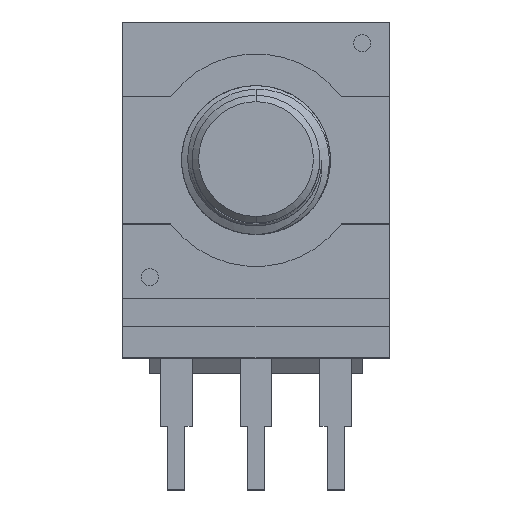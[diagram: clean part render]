
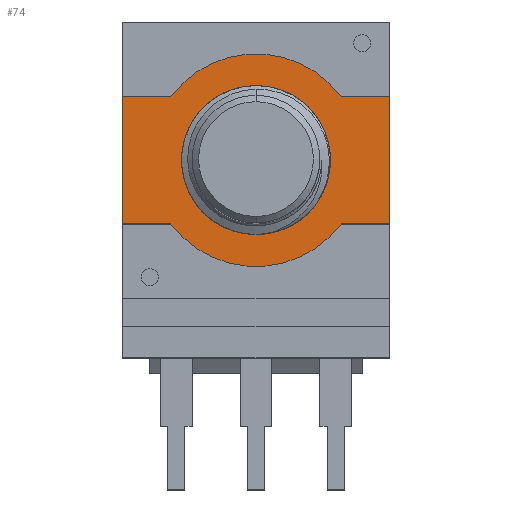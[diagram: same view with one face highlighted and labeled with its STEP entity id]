
A CAD part, top view. The second image highlights one B-rep face of the part: STEP entity #74.
In plain terms, the highlighted planar face has unit normal (0, 0, 1).
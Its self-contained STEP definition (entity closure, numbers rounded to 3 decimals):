
#74=ADVANCED_FACE('',(#227,#228),#229,.T.);
#227=FACE_OUTER_BOUND('',#1756,.T.);
#228=FACE_BOUND('',#1757,.T.);
#229=PLANE('',#1758);
#1756=EDGE_LOOP('',(#2435,#2436,#2437,#2438,#2439,#2440,#2441,#2442));
#1757=EDGE_LOOP('',(#2443,#2444,#2445,#2446));
#1758=AXIS2_PLACEMENT_3D('',#2447,#2448,#2449);
#2435=ORIENTED_EDGE('',*,*,#3308,.T.);
#2436=ORIENTED_EDGE('',*,*,#3309,.T.);
#2437=ORIENTED_EDGE('',*,*,#3310,.F.);
#2438=ORIENTED_EDGE('',*,*,#3311,.F.);
#2439=ORIENTED_EDGE('',*,*,#3312,.T.);
#2440=ORIENTED_EDGE('',*,*,#3313,.F.);
#2441=ORIENTED_EDGE('',*,*,#3314,.T.);
#2442=ORIENTED_EDGE('',*,*,#3315,.T.);
#2443=ORIENTED_EDGE('',*,*,#3316,.T.);
#2444=ORIENTED_EDGE('',*,*,#3317,.T.);
#2445=ORIENTED_EDGE('',*,*,#3303,.T.);
#2446=ORIENTED_EDGE('',*,*,#3298,.T.);
#2447=CARTESIAN_POINT('',(-6.275,6.5,-30.0));
#2448=DIRECTION('',(0.0,0.0,1.0));
#2449=DIRECTION('',(1.0,-0.0,0.0));
#3298=EDGE_CURVE('',#3670,#3671,#3672,.T.);
#3303=EDGE_CURVE('',#3676,#3670,#3678,.T.);
#3308=EDGE_CURVE('',#3687,#3688,#3689,.T.);
#3309=EDGE_CURVE('',#3688,#3690,#3691,.T.);
#3310=EDGE_CURVE('',#3692,#3690,#3693,.T.);
#3311=EDGE_CURVE('',#3694,#3692,#3695,.T.);
#3312=EDGE_CURVE('',#3694,#3696,#3697,.T.);
#3313=EDGE_CURVE('',#3698,#3696,#3699,.T.);
#3314=EDGE_CURVE('',#3698,#3700,#3701,.T.);
#3315=EDGE_CURVE('',#3700,#3687,#3702,.T.);
#3316=EDGE_CURVE('',#3671,#3703,#3704,.T.);
#3317=EDGE_CURVE('',#3703,#3676,#3705,.T.);
#3670=VERTEX_POINT('',#5708);
#3671=VERTEX_POINT('',#5709);
#3672=CIRCLE('',#5710,3.5);
#3676=VERTEX_POINT('',#5771);
#3678=B_SPLINE_CURVE_WITH_KNOTS('',3,(#5874,#5875,#5876,#5877,#5878,#5879,#5880,#5881,#5882,#5883,#5884,#5885,#5886,#5887,#5888,#5889,#5890,#5891,#5892,#5893,#5894,#5895,#5896),.UNSPECIFIED.,.F.,.F.,(4,1,1,1,1,1,1,1,1,1,1,1,1,1,1,1,1,1,1,1,4),(0.0,0.05,0.1,0.15,0.2,0.25,0.3,0.35,0.4,0.45,0.5,0.55,0.6,0.65,0.7,0.75,0.8,0.85,0.9,0.95,1.),.UNSPECIFIED.);
#3687=VERTEX_POINT('',#5909);
#3688=VERTEX_POINT('',#5910);
#3689=CIRCLE('',#5911,5.0);
#3690=VERTEX_POINT('',#5912);
#3691=LINE('',#5913,#5914);
#3692=VERTEX_POINT('',#5915);
#3693=LINE('',#5916,#5917);
#3694=VERTEX_POINT('',#5918);
#3695=LINE('',#5919,#5920);
#3696=VERTEX_POINT('',#5921);
#3697=CIRCLE('',#5922,5.0);
#3698=VERTEX_POINT('',#5923);
#3699=LINE('',#5924,#5925);
#3700=VERTEX_POINT('',#5926);
#3701=LINE('',#5927,#5928);
#3702=LINE('',#5929,#5930);
#3703=VERTEX_POINT('',#5931);
#3704=B_SPLINE_CURVE_WITH_KNOTS('',3,(#5932,#5933,#5934,#5935,#5936,#5937,#5938,#5939,#5940,#5941,#5942,#5943,#5944,#5945,#5946,#5947,#5948,#5949,#5950,#5951,#5952,#5953,#5954),.UNSPECIFIED.,.F.,.F.,(4,1,1,1,1,1,1,1,1,1,1,1,1,1,1,1,1,1,1,1,4),(0.,0.05,0.1,0.15,0.2,0.25,0.3,0.35,0.4,0.45,0.5,0.55,0.6,0.65,0.7,0.75,0.8,0.85,0.9,0.95,1.0),.UNSPECIFIED.);
#3705=B_SPLINE_CURVE_WITH_KNOTS('',3,(#5955,#5956,#5957,#5958,#5959,#5960,#5961,#5962,#5963,#5964,#5965,#5966,#5967,#5968,#5969,#5970,#5971,#5972),.UNSPECIFIED.,.F.,.F.,(4,1,1,1,1,1,1,1,1,1,1,1,1,1,1,4),(0.0,0.067,0.133,0.2,0.267,0.333,0.4,0.467,0.533,0.6,0.667,0.733,0.8,0.867,0.933,1.0),.UNSPECIFIED.);
#5708=CARTESIAN_POINT('',(2.777,-2.131,-30.0));
#5709=CARTESIAN_POINT('',(0.457,-3.47,-30.0));
#5710=AXIS2_PLACEMENT_3D('',#6731,#6732,#6733);
#5771=CARTESIAN_POINT('',(0.801,2.989,-30.0));
#5874=CARTESIAN_POINT('',(0.801,2.989,-30.0));
#5875=CARTESIAN_POINT('',(0.902,2.969,-30.0));
#5876=CARTESIAN_POINT('',(1.102,2.919,-30.0));
#5877=CARTESIAN_POINT('',(1.396,2.813,-30.0));
#5878=CARTESIAN_POINT('',(1.679,2.678,-30.0));
#5879=CARTESIAN_POINT('',(1.948,2.515,-30.0));
#5880=CARTESIAN_POINT('',(2.201,2.325,-30.0));
#5881=CARTESIAN_POINT('',(2.435,2.11,-30.0));
#5882=CARTESIAN_POINT('',(2.648,1.872,-30.0));
#5883=CARTESIAN_POINT('',(2.837,1.612,-30.0));
#5884=CARTESIAN_POINT('',(3.,1.334,-30.0));
#5885=CARTESIAN_POINT('',(3.136,1.039,-30.0));
#5886=CARTESIAN_POINT('',(3.242,0.732,-30.0));
#5887=CARTESIAN_POINT('',(3.319,0.414,-30.0));
#5888=CARTESIAN_POINT('',(3.363,0.089,-30.0));
#5889=CARTESIAN_POINT('',(3.376,-0.241,-30.0));
#5890=CARTESIAN_POINT('',(3.357,-0.572,-30.0));
#5891=CARTESIAN_POINT('',(3.305,-0.901,-30.0));
#5892=CARTESIAN_POINT('',(3.22,-1.225,-30.0));
#5893=CARTESIAN_POINT('',(3.104,-1.54,-30.0));
#5894=CARTESIAN_POINT('',(2.957,-1.844,-30.0));
#5895=CARTESIAN_POINT('',(2.84,-2.037,-30.0));
#5896=CARTESIAN_POINT('',(2.777,-2.131,-30.0));
#5909=CARTESIAN_POINT('',(-4.0,-3.0,-30.0));
#5910=CARTESIAN_POINT('',(4.0,-3.0,-30.0));
#5911=AXIS2_PLACEMENT_3D('',#6739,#6740,#6741);
#5912=CARTESIAN_POINT('',(6.3,-3.0,-30.0));
#5913=CARTESIAN_POINT('',(4.0,-3.0,-30.0));
#5914=VECTOR('',#6742,2.3);
#5915=CARTESIAN_POINT('',(6.3,3.0,-30.0));
#5916=CARTESIAN_POINT('',(6.3,3.0,-30.0));
#5917=VECTOR('',#6743,6.0);
#5918=CARTESIAN_POINT('',(4.0,3.0,-30.0));
#5919=CARTESIAN_POINT('',(4.0,3.0,-30.0));
#5920=VECTOR('',#6744,2.3);
#5921=CARTESIAN_POINT('',(-4.0,3.0,-30.0));
#5922=AXIS2_PLACEMENT_3D('',#6745,#6746,#6747);
#5923=CARTESIAN_POINT('',(-6.3,3.0,-30.0));
#5924=CARTESIAN_POINT('',(-6.3,3.0,-30.0));
#5925=VECTOR('',#6748,2.3);
#5926=CARTESIAN_POINT('',(-6.3,-3.0,-30.0));
#5927=CARTESIAN_POINT('',(-6.3,3.0,-30.0));
#5928=VECTOR('',#6749,6.0);
#5929=CARTESIAN_POINT('',(-6.3,-3.0,-30.0));
#5930=VECTOR('',#6750,2.3);
#5931=CARTESIAN_POINT('',(-2.989,0.801,-30.0));
#5932=CARTESIAN_POINT('',(0.457,-3.47,-30.0));
#5933=CARTESIAN_POINT('',(0.344,-3.478,-30.0));
#5934=CARTESIAN_POINT('',(0.119,-3.483,-30.0));
#5935=CARTESIAN_POINT('',(-0.218,-3.459,-30.0));
#5936=CARTESIAN_POINT('',(-0.549,-3.401,-30.0));
#5937=CARTESIAN_POINT('',(-0.871,-3.313,-30.0));
#5938=CARTESIAN_POINT('',(-1.182,-3.193,-30.0));
#5939=CARTESIAN_POINT('',(-1.479,-3.045,-30.0));
#5940=CARTESIAN_POINT('',(-1.758,-2.869,-30.0));
#5941=CARTESIAN_POINT('',(-2.018,-2.667,-30.0));
#5942=CARTESIAN_POINT('',(-2.255,-2.443,-30.0));
#5943=CARTESIAN_POINT('',(-2.468,-2.196,-30.0));
#5944=CARTESIAN_POINT('',(-2.655,-1.932,-30.0));
#5945=CARTESIAN_POINT('',(-2.815,-1.651,-30.0));
#5946=CARTESIAN_POINT('',(-2.945,-1.358,-30.0));
#5947=CARTESIAN_POINT('',(-3.045,-1.055,-30.0));
#5948=CARTESIAN_POINT('',(-3.114,-0.744,-30.0));
#5949=CARTESIAN_POINT('',(-3.152,-0.43,-30.0));
#5950=CARTESIAN_POINT('',(-3.159,-0.115,-30.0));
#5951=CARTESIAN_POINT('',(-3.134,0.197,-30.0));
#5952=CARTESIAN_POINT('',(-3.079,0.505,-30.0));
#5953=CARTESIAN_POINT('',(-3.022,0.703,-30.0));
#5954=CARTESIAN_POINT('',(-2.989,0.801,-30.0));
#5955=CARTESIAN_POINT('',(-2.989,0.801,-30.0));
#5956=CARTESIAN_POINT('',(-2.961,0.905,-30.0));
#5957=CARTESIAN_POINT('',(-2.894,1.11,-30.0));
#5958=CARTESIAN_POINT('',(-2.762,1.407,-30.0));
#5959=CARTESIAN_POINT('',(-2.6,1.688,-30.0));
#5960=CARTESIAN_POINT('',(-2.409,1.95,-30.0));
#5961=CARTESIAN_POINT('',(-2.192,2.192,-30.0));
#5962=CARTESIAN_POINT('',(-1.951,2.409,-30.0));
#5963=CARTESIAN_POINT('',(-1.688,2.6,-30.0));
#5964=CARTESIAN_POINT('',(-1.407,2.762,-30.0));
#5965=CARTESIAN_POINT('',(-1.111,2.894,-30.0));
#5966=CARTESIAN_POINT('',(-0.802,2.994,-30.0));
#5967=CARTESIAN_POINT('',(-0.485,3.061,-30.0));
#5968=CARTESIAN_POINT('',(-0.162,3.095,-30.0));
#5969=CARTESIAN_POINT('',(0.162,3.095,-30.0));
#5970=CARTESIAN_POINT('',(0.485,3.061,-30.0));
#5971=CARTESIAN_POINT('',(0.696,3.017,-30.0));
#5972=CARTESIAN_POINT('',(0.801,2.989,-30.0));
#6731=CARTESIAN_POINT('',(0.0,0.0,-30.0));
#6732=DIRECTION('',(0.0,0.0,-1.0));
#6733=DIRECTION('',(0.793,-0.609,0.0));
#6739=CARTESIAN_POINT('',(0.0,0.0,-30.0));
#6740=DIRECTION('',(0.0,0.0,1.0));
#6741=DIRECTION('',(-0.8,-0.6,0.0));
#6742=DIRECTION('',(1.0,0.0,0.0));
#6743=DIRECTION('',(0.0,-1.0,0.0));
#6744=DIRECTION('',(1.0,0.0,0.0));
#6745=CARTESIAN_POINT('',(0.0,0.0,-30.0));
#6746=DIRECTION('',(0.0,-0.0,1.0));
#6747=DIRECTION('',(0.8,0.6,0.0));
#6748=DIRECTION('',(1.0,0.0,0.0));
#6749=DIRECTION('',(0.0,-1.0,0.0));
#6750=DIRECTION('',(1.0,0.0,0.0));
